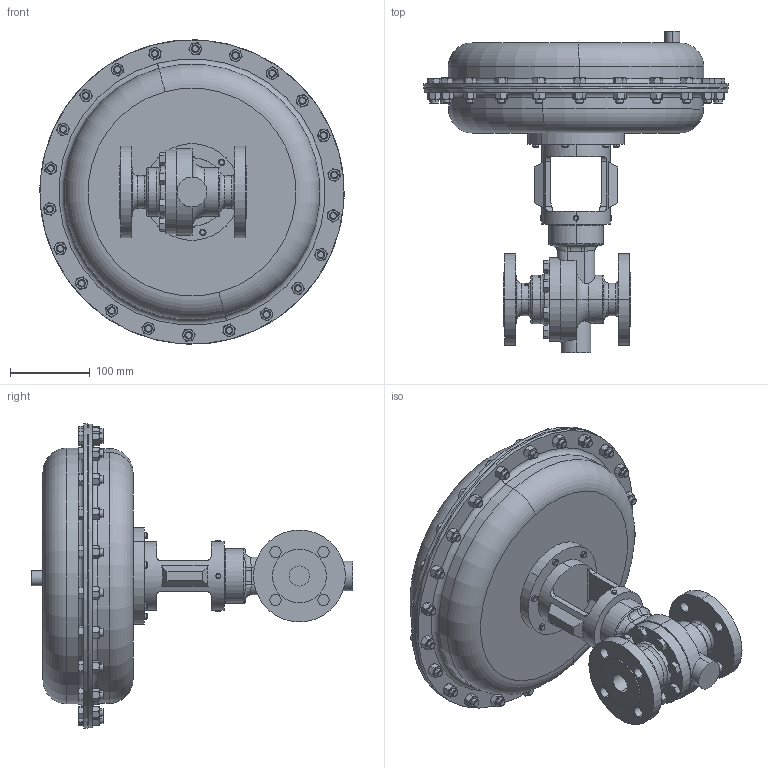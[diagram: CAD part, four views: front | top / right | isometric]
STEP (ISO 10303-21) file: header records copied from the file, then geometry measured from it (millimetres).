
FILE_DESCRIPTION (( 'STEP AP203' ), '1' );
FILE_NAME ('70-100-CS+S6-I7-85M.STEP', '2017-08-24T16:26:34', ( '' ), ( '' ), 'SwSTEP 2.0', 'SolidWorks 2014', '' );
FILE_SCHEMA (( 'CONFIG_CONTROL_DESIGN' ));
Length unit declared in the file: inch
Products named in the file (1): 70-100-CS+S6-I7-85M
Bounding box: 380.96 x 402.12 x 380.89 mm (x, y, z)
Volume: 10545293.6 mm3; surface area: 482179.9 mm2
Topology: 1 solids, 1 shells, 1286 faces, 2943 edges, 1776 vertices
Faces by surface type: cone 510, plane 463, cylinder 168, bspline 118, torus 27
Entity records: 57102 total; most frequent: CARTESIAN_POINT 30162, ORIENTED_EDGE 5886, DIRECTION 4973, EDGE_CURVE 2943, AXIS2_PLACEMENT_3D 2031, VERTEX_POINT 1776, EDGE_LOOP 1421, FACE_OUTER_BOUND 1286
